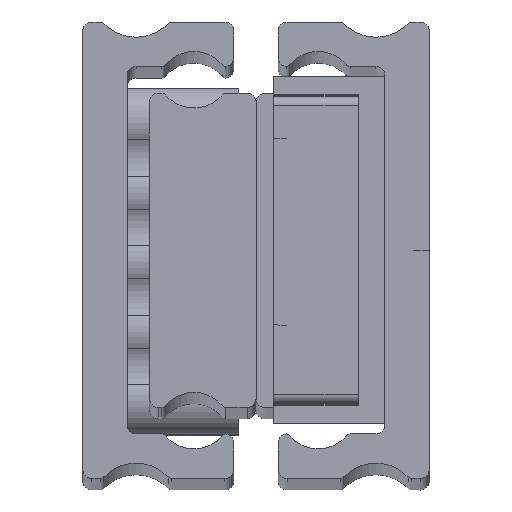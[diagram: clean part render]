
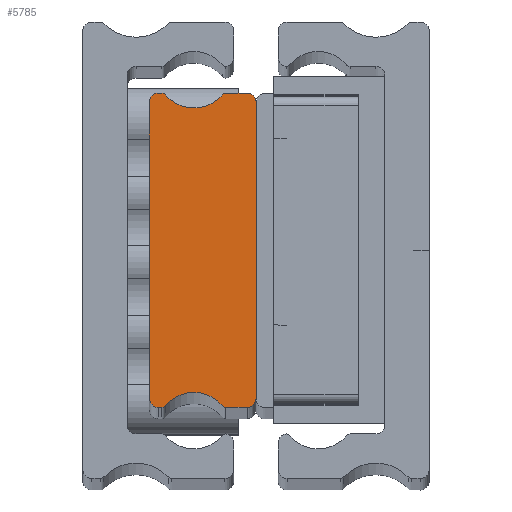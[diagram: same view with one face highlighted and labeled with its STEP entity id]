
A CAD part, top view. The second image highlights one B-rep face of the part: STEP entity #5785.
In plain terms, the highlighted planar face has unit normal (0, 0, 1).
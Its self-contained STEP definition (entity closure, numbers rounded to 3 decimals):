
#22 = LINE ( 'NONE', #4662, #1960 ) ;
#39 = DIRECTION ( 'NONE',  ( 0., 0., -1. ) ) ;
#108 = DIRECTION ( 'NONE',  ( 0., 0., 1. ) ) ;
#157 = DIRECTION ( 'NONE',  ( 1., 0., 0. ) ) ;
#201 = CARTESIAN_POINT ( 'NONE',  ( 0., -16.687, 0. ) ) ;
#241 = CARTESIAN_POINT ( 'NONE',  ( 0., 16.687, 0. ) ) ;
#377 = CARTESIAN_POINT ( 'NONE',  ( -11., -17.687, 0. ) ) ;
#493 = CIRCLE ( 'NONE', #4686, 0.5 ) ;
#513 = CARTESIAN_POINT ( 'NONE',  ( -3.397, 17.687, 0. ) ) ;
#518 = EDGE_CURVE ( 'NONE', #5833, #7439, #2320, .T. ) ;
#711 = EDGE_CURVE ( 'NONE', #4690, #5833, #22, .T. ) ;
#752 = VERTEX_POINT ( 'NONE', #2825 ) ;
#760 = DIRECTION ( 'NONE',  ( 0., 0., 1. ) ) ;
#819 = DIRECTION ( 'NONE',  ( 1., 0., 0. ) ) ;
#930 = AXIS2_PLACEMENT_3D ( 'NONE', #1298, #7012, #3661 ) ;
#963 = DIRECTION ( 'NONE',  ( 1., 0., 0. ) ) ;
#1071 = DIRECTION ( 'NONE',  ( 1., 0., 0. ) ) ;
#1298 = CARTESIAN_POINT ( 'NONE',  ( -10.603, 17.187, 0. ) ) ;
#1332 = DIRECTION ( 'NONE',  ( 0., 0., 1. ) ) ;
#1334 = EDGE_CURVE ( 'NONE', #5732, #3319, #4109, .T. ) ;
#1445 = EDGE_CURVE ( 'NONE', #3663, #3854, #5662, .T. ) ;
#1615 = DIRECTION ( 'NONE',  ( 0., -1., 0. ) ) ;
#1617 = DIRECTION ( 'NONE',  ( 0., 0., -1. ) ) ;
#1715 = DIRECTION ( 'NONE',  ( 1., 0., 0. ) ) ;
#1740 = CARTESIAN_POINT ( 'NONE',  ( -3.397, -17.688, 0. ) ) ;
#1742 = AXIS2_PLACEMENT_3D ( 'NONE', #4943, #1990, #819 ) ;
#1746 = EDGE_CURVE ( 'NONE', #4880, #6566, #3989, .T. ) ;
#1781 = ORIENTED_EDGE ( 'NONE', *, *, #2017, .T. ) ;
#1960 = VECTOR ( 'NONE', #1715, 1000. ) ;
#1983 = DIRECTION ( 'NONE',  ( 1., 0., 0. ) ) ;
#1990 = DIRECTION ( 'NONE',  ( 0., 0., 1. ) ) ;
#2017 = EDGE_CURVE ( 'NONE', #7439, #6177, #3152, .T. ) ;
#2023 = CARTESIAN_POINT ( 'NONE',  ( -1., -16.687, 0. ) ) ;
#2086 = ORIENTED_EDGE ( 'NONE', *, *, #1334, .T. ) ;
#2098 = CIRCLE ( 'NONE', #2973, 0.5 ) ;
#2182 = VERTEX_POINT ( 'NONE', #5280 ) ;
#2225 = VECTOR ( 'NONE', #5051, 1000. ) ;
#2243 = EDGE_LOOP ( 'NONE', ( #5495, #6586, #2839, #4541, #6720, #2086, #2371, #3221, #6621, #5025, #5951, #3192, #1781, #7204, #6414, #3166 ) ) ;
#2259 = CARTESIAN_POINT ( 'NONE',  ( -7., 20.232, 0. ) ) ;
#2277 = VERTEX_POINT ( 'NONE', #5397 ) ;
#2282 = VECTOR ( 'NONE', #5077, 1000. ) ;
#2300 = LINE ( 'NONE', #4643, #3638 ) ;
#2320 = CIRCLE ( 'NONE', #6629, 1. ) ;
#2342 = DIRECTION ( 'NONE',  ( 1., 0., 0. ) ) ;
#2371 = ORIENTED_EDGE ( 'NONE', *, *, #4397, .T. ) ;
#2505 = CARTESIAN_POINT ( 'NONE',  ( -10.192, -17.473, 0. ) ) ;
#2668 = CARTESIAN_POINT ( 'NONE',  ( -11., -17.687, 0. ) ) ;
#2778 = DIRECTION ( 'NONE',  ( 0., 0., 1. ) ) ;
#2782 = CARTESIAN_POINT ( 'NONE',  ( -10.603, 17.688, 0. ) ) ;
#2796 = CARTESIAN_POINT ( 'NONE',  ( -1., 17.687, 0. ) ) ;
#2825 = CARTESIAN_POINT ( 'NONE',  ( -10.603, -17.687, 0. ) ) ;
#2829 = DIRECTION ( 'NONE',  ( 0., 0., 1. ) ) ;
#2839 = ORIENTED_EDGE ( 'NONE', *, *, #2929, .T. ) ;
#2872 = CARTESIAN_POINT ( 'NONE',  ( -3.397, 17.187, 0. ) ) ;
#2929 = EDGE_CURVE ( 'NONE', #4202, #4880, #6291, .T. ) ;
#2973 = AXIS2_PLACEMENT_3D ( 'NONE', #2872, #3474, #1071 ) ;
#3152 = LINE ( 'NONE', #201, #6294 ) ;
#3166 = ORIENTED_EDGE ( 'NONE', *, *, #7463, .T. ) ;
#3192 = ORIENTED_EDGE ( 'NONE', *, *, #518, .T. ) ;
#3221 = ORIENTED_EDGE ( 'NONE', *, *, #3514, .T. ) ;
#3319 = VERTEX_POINT ( 'NONE', #377 ) ;
#3474 = DIRECTION ( 'NONE',  ( 0., 0., 1. ) ) ;
#3514 = EDGE_CURVE ( 'NONE', #752, #4031, #493, .T. ) ;
#3638 = VECTOR ( 'NONE', #1615, 1000. ) ;
#3661 = DIRECTION ( 'NONE',  ( 1., 0., 0. ) ) ;
#3663 = VERTEX_POINT ( 'NONE', #5062 ) ;
#3666 = EDGE_CURVE ( 'NONE', #4031, #2277, #4327, .T. ) ;
#3697 = CARTESIAN_POINT ( 'NONE',  ( -1., -17.688, 0. ) ) ;
#3854 = VERTEX_POINT ( 'NONE', #513 ) ;
#3938 = AXIS2_PLACEMENT_3D ( 'NONE', #5020, #1617, #6881 ) ;
#3989 = CIRCLE ( 'NONE', #5456, 1. ) ;
#4019 = CIRCLE ( 'NONE', #930, 0.5 ) ;
#4031 = VERTEX_POINT ( 'NONE', #2505 ) ;
#4059 = CARTESIAN_POINT ( 'NONE',  ( 0., -16.687, 0. ) ) ;
#4109 = CIRCLE ( 'NONE', #1742, 1. ) ;
#4202 = VERTEX_POINT ( 'NONE', #5874 ) ;
#4248 = CARTESIAN_POINT ( 'NONE',  ( -12., 16.687, 0. ) ) ;
#4327 = CIRCLE ( 'NONE', #3938, 4.22 ) ;
#4397 = EDGE_CURVE ( 'NONE', #3319, #752, #5528, .T. ) ;
#4435 = VECTOR ( 'NONE', #4929, 1000. ) ;
#4541 = ORIENTED_EDGE ( 'NONE', *, *, #1746, .T. ) ;
#4608 = EDGE_CURVE ( 'NONE', #2277, #4690, #6009, .T. ) ;
#4643 = CARTESIAN_POINT ( 'NONE',  ( -12., 16.687, 0. ) ) ;
#4662 = CARTESIAN_POINT ( 'NONE',  ( -3.397, -17.688, 0. ) ) ;
#4686 = AXIS2_PLACEMENT_3D ( 'NONE', #6088, #760, #157 ) ;
#4690 = VERTEX_POINT ( 'NONE', #1740 ) ;
#4735 = AXIS2_PLACEMENT_3D ( 'NONE', #2259, #39, #2342 ) ;
#4829 = EDGE_CURVE ( 'NONE', #6806, #4202, #4019, .T. ) ;
#4864 = DIRECTION ( 'NONE',  ( 1., 0., 0. ) ) ;
#4880 = VERTEX_POINT ( 'NONE', #4987 ) ;
#4929 = DIRECTION ( 'NONE',  ( 1., 0., 0. ) ) ;
#4943 = CARTESIAN_POINT ( 'NONE',  ( -11., -16.688, 0. ) ) ;
#4957 = DIRECTION ( 'NONE',  ( 0., 1., 0. ) ) ;
#4987 = CARTESIAN_POINT ( 'NONE',  ( -11., 17.687, 0. ) ) ;
#5020 = CARTESIAN_POINT ( 'NONE',  ( -7., -20.232, 0. ) ) ;
#5025 = ORIENTED_EDGE ( 'NONE', *, *, #4608, .T. ) ;
#5051 = DIRECTION ( 'NONE',  ( -1., 0., 0. ) ) ;
#5062 = CARTESIAN_POINT ( 'NONE',  ( -1., 17.688, 0. ) ) ;
#5077 = DIRECTION ( 'NONE',  ( -1., 0., 0. ) ) ;
#5280 = CARTESIAN_POINT ( 'NONE',  ( -3.808, 17.473, 0. ) ) ;
#5308 = CIRCLE ( 'NONE', #5446, 1. ) ;
#5397 = CARTESIAN_POINT ( 'NONE',  ( -3.808, -17.473, 0. ) ) ;
#5446 = AXIS2_PLACEMENT_3D ( 'NONE', #7488, #2829, #5693 ) ;
#5450 = CARTESIAN_POINT ( 'NONE',  ( -10.192, 17.473, 0. ) ) ;
#5456 = AXIS2_PLACEMENT_3D ( 'NONE', #6532, #108, #4864 ) ;
#5495 = ORIENTED_EDGE ( 'NONE', *, *, #7003, .T. ) ;
#5528 = LINE ( 'NONE', #2668, #4435 ) ;
#5662 = LINE ( 'NONE', #2796, #2225 ) ;
#5693 = DIRECTION ( 'NONE',  ( 1., 0., 0. ) ) ;
#5732 = VERTEX_POINT ( 'NONE', #7011 ) ;
#5785 = ADVANCED_FACE ( 'NONE', ( #6230 ), #6193, .T. ) ;
#5788 = DIRECTION ( 'NONE',  ( 1., 0., 0. ) ) ;
#5833 = VERTEX_POINT ( 'NONE', #3697 ) ;
#5874 = CARTESIAN_POINT ( 'NONE',  ( -10.603, 17.687, 0. ) ) ;
#5951 = ORIENTED_EDGE ( 'NONE', *, *, #711, .T. ) ;
#6009 = CIRCLE ( 'NONE', #6204, 0.5 ) ;
#6088 = CARTESIAN_POINT ( 'NONE',  ( -10.603, -17.187, 0. ) ) ;
#6177 = VERTEX_POINT ( 'NONE', #241 ) ;
#6193 = PLANE ( 'NONE',  #6453 ) ;
#6204 = AXIS2_PLACEMENT_3D ( 'NONE', #6890, #2778, #5788 ) ;
#6230 = FACE_OUTER_BOUND ( 'NONE', #2243, .T. ) ;
#6291 = LINE ( 'NONE', #2782, #2282 ) ;
#6294 = VECTOR ( 'NONE', #4957, 1000. ) ;
#6414 = ORIENTED_EDGE ( 'NONE', *, *, #1445, .T. ) ;
#6453 = AXIS2_PLACEMENT_3D ( 'NONE', #7379, #1332, #963 ) ;
#6532 = CARTESIAN_POINT ( 'NONE',  ( -11., 16.687, 0. ) ) ;
#6566 = VERTEX_POINT ( 'NONE', #4248 ) ;
#6586 = ORIENTED_EDGE ( 'NONE', *, *, #4829, .T. ) ;
#6621 = ORIENTED_EDGE ( 'NONE', *, *, #3666, .T. ) ;
#6629 = AXIS2_PLACEMENT_3D ( 'NONE', #2023, #7295, #1983 ) ;
#6720 = ORIENTED_EDGE ( 'NONE', *, *, #7007, .T. ) ;
#6806 = VERTEX_POINT ( 'NONE', #5450 ) ;
#6881 = DIRECTION ( 'NONE',  ( 1., 0., 0. ) ) ;
#6890 = CARTESIAN_POINT ( 'NONE',  ( -3.397, -17.187, 0. ) ) ;
#7003 = EDGE_CURVE ( 'NONE', #2182, #6806, #7178, .T. ) ;
#7007 = EDGE_CURVE ( 'NONE', #6566, #5732, #2300, .T. ) ;
#7011 = CARTESIAN_POINT ( 'NONE',  ( -12., -16.688, 0. ) ) ;
#7012 = DIRECTION ( 'NONE',  ( 0., 0., 1. ) ) ;
#7178 = CIRCLE ( 'NONE', #4735, 4.22 ) ;
#7204 = ORIENTED_EDGE ( 'NONE', *, *, #7435, .T. ) ;
#7295 = DIRECTION ( 'NONE',  ( 0., 0., 1. ) ) ;
#7379 = CARTESIAN_POINT ( 'NONE',  ( -7., 20.232, 0. ) ) ;
#7435 = EDGE_CURVE ( 'NONE', #6177, #3663, #5308, .T. ) ;
#7439 = VERTEX_POINT ( 'NONE', #4059 ) ;
#7463 = EDGE_CURVE ( 'NONE', #3854, #2182, #2098, .T. ) ;
#7488 = CARTESIAN_POINT ( 'NONE',  ( -1., 16.687, 0. ) ) ;
